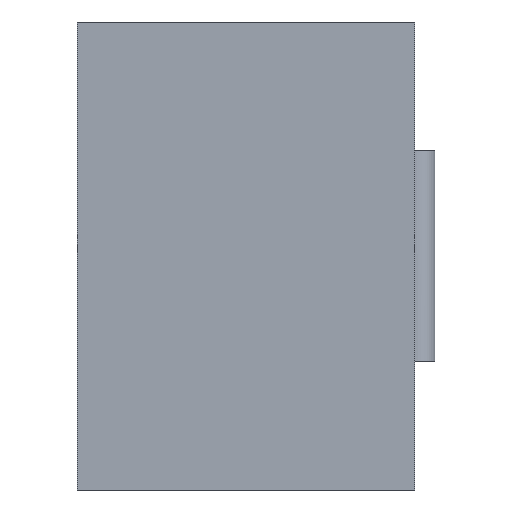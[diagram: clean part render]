
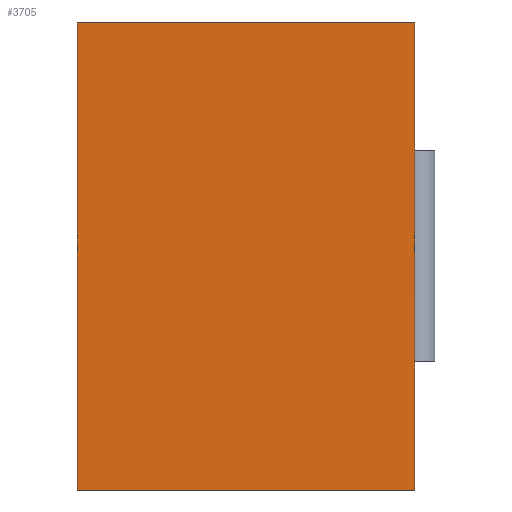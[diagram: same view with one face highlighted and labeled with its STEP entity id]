
A CAD part, front view. The second image highlights one B-rep face of the part: STEP entity #3705.
In plain terms, the highlighted free-form (B-spline) face has degree [1, 1] with [2, 2] control points.
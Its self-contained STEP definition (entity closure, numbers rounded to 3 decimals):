
#3615 = B_SPLINE_SURFACE_WITH_KNOTS('',1,1,(
    (#3616,#3617)
    ,(#3618,#3619
    )),.UNSPECIFIED.,.F.,.F.,.F.,(2,2),(2,2),(-0.045,0.045),(
    -0.963,0.963),.PIECEWISE_BEZIER_KNOTS.);
#3616 = CARTESIAN_POINT('',(0.,0.9,-26.7));
#3617 = CARTESIAN_POINT('',(-19.26,0.9,-26.7));
#3618 = CARTESIAN_POINT('',(0.,0.,-26.7));
#3619 = CARTESIAN_POINT('',(-19.26,0.,-26.7));
#3642 = B_SPLINE_SURFACE_WITH_KNOTS('',1,1,(
    (#3643,#3644)
    ,(#3645,#3646
    )),.UNSPECIFIED.,.F.,.F.,.F.,(2,2),(2,2),(-0.045,0.045),(
    -1.335,1.335),.PIECEWISE_BEZIER_KNOTS.);
#3643 = CARTESIAN_POINT('',(-19.26,0.,0.));
#3644 = CARTESIAN_POINT('',(-19.26,0.,-26.7));
#3645 = CARTESIAN_POINT('',(-19.26,0.9,0.));
#3646 = CARTESIAN_POINT('',(-19.26,0.9,-26.7));
#3669 = B_SPLINE_SURFACE_WITH_KNOTS('',1,1,(
    (#3670,#3671)
    ,(#3672,#3673
    )),.UNSPECIFIED.,.F.,.F.,.F.,(2,2),(2,2),(-0.045,0.045),(
    -0.963,0.963),.PIECEWISE_BEZIER_KNOTS.);
#3670 = CARTESIAN_POINT('',(0.,0.,0.));
#3671 = CARTESIAN_POINT('',(-19.26,0.,0.));
#3672 = CARTESIAN_POINT('',(0.,0.9,0.));
#3673 = CARTESIAN_POINT('',(-19.26,0.9,0.));
#3694 = B_SPLINE_SURFACE_WITH_KNOTS('',1,1,(
    (#3695,#3696)
    ,(#3697,#3698
    )),.UNSPECIFIED.,.F.,.F.,.F.,(2,2),(2,2),(-0.045,0.045),(
    -1.335,1.335),.PIECEWISE_BEZIER_KNOTS.);
#3695 = CARTESIAN_POINT('',(0.,0.9,0.));
#3696 = CARTESIAN_POINT('',(0.,0.9,-26.7));
#3697 = CARTESIAN_POINT('',(0.,0.,0.));
#3698 = CARTESIAN_POINT('',(0.,0.,-26.7));
#3705 = ADVANCED_FACE('',(#3706),#3719,.T.);
#3706 = FACE_BOUND('',#3707,.T.);
#3707 = EDGE_LOOP('',(#3708,#3737,#3759,#3781));
#3708 = ORIENTED_EDGE('',*,*,#3709,.T.);
#3709 = EDGE_CURVE('',#3710,#3712,#3714,.T.);
#3710 = VERTEX_POINT('',#3711);
#3711 = CARTESIAN_POINT('',(-19.26,0.,-26.7));
#3712 = VERTEX_POINT('',#3713);
#3713 = CARTESIAN_POINT('',(0.,0.,-26.7));
#3714 = SURFACE_CURVE('',#3715,(#3718,#3730),.PCURVE_S1.);
#3715 = B_SPLINE_CURVE_WITH_KNOTS('',1,(#3716,#3717),.UNSPECIFIED.,.F.,
  .F.,(2,2),(-0.963,0.963),.PIECEWISE_BEZIER_KNOTS.);
#3716 = CARTESIAN_POINT('',(-19.26,0.,-26.7));
#3717 = CARTESIAN_POINT('',(0.,0.,-26.7));
#3718 = PCURVE('',#3719,#3724);
#3719 = B_SPLINE_SURFACE_WITH_KNOTS('',1,1,(
    (#3720,#3721)
    ,(#3722,#3723
  )),.UNSPECIFIED.,.F.,.F.,.F.,(2,2),(2,2),(-1.335,1.335),(-0.963,0.963)
  ,.PIECEWISE_BEZIER_KNOTS.);
#3720 = CARTESIAN_POINT('',(0.,0.,-26.7));
#3721 = CARTESIAN_POINT('',(-19.26,0.,-26.7));
#3722 = CARTESIAN_POINT('',(0.,0.,0.));
#3723 = CARTESIAN_POINT('',(-19.26,0.,0.));
#3724 = DEFINITIONAL_REPRESENTATION('',(#3725),#3729);
#3725 = LINE('',#3726,#3727);
#3726 = CARTESIAN_POINT('',(-1.335,0.));
#3727 = VECTOR('',#3728,1.);
#3728 = DIRECTION('',(0.,-1.));
#3729 = ( GEOMETRIC_REPRESENTATION_CONTEXT(2) 
PARAMETRIC_REPRESENTATION_CONTEXT() REPRESENTATION_CONTEXT('2D SPACE',''
  ) );
#3730 = PCURVE('',#3615,#3731);
#3731 = DEFINITIONAL_REPRESENTATION('',(#3732),#3736);
#3732 = LINE('',#3733,#3734);
#3733 = CARTESIAN_POINT('',(0.045,0.));
#3734 = VECTOR('',#3735,1.);
#3735 = DIRECTION('',(0.,-1.));
#3736 = ( GEOMETRIC_REPRESENTATION_CONTEXT(2) 
PARAMETRIC_REPRESENTATION_CONTEXT() REPRESENTATION_CONTEXT('2D SPACE',''
  ) );
#3737 = ORIENTED_EDGE('',*,*,#3738,.T.);
#3738 = EDGE_CURVE('',#3712,#3739,#3741,.T.);
#3739 = VERTEX_POINT('',#3740);
#3740 = CARTESIAN_POINT('',(0.,0.,0.));
#3741 = SURFACE_CURVE('',#3742,(#3745,#3752),.PCURVE_S1.);
#3742 = B_SPLINE_CURVE_WITH_KNOTS('',1,(#3743,#3744),.UNSPECIFIED.,.F.,
  .F.,(2,2),(-1.335,1.335),.PIECEWISE_BEZIER_KNOTS.);
#3743 = CARTESIAN_POINT('',(0.,0.,-26.7));
#3744 = CARTESIAN_POINT('',(0.,0.,0.));
#3745 = PCURVE('',#3719,#3746);
#3746 = DEFINITIONAL_REPRESENTATION('',(#3747),#3751);
#3747 = LINE('',#3748,#3749);
#3748 = CARTESIAN_POINT('',(0.,-0.963));
#3749 = VECTOR('',#3750,1.);
#3750 = DIRECTION('',(1.,0.));
#3751 = ( GEOMETRIC_REPRESENTATION_CONTEXT(2) 
PARAMETRIC_REPRESENTATION_CONTEXT() REPRESENTATION_CONTEXT('2D SPACE',''
  ) );
#3752 = PCURVE('',#3694,#3753);
#3753 = DEFINITIONAL_REPRESENTATION('',(#3754),#3758);
#3754 = LINE('',#3755,#3756);
#3755 = CARTESIAN_POINT('',(0.045,0.));
#3756 = VECTOR('',#3757,1.);
#3757 = DIRECTION('',(0.,-1.));
#3758 = ( GEOMETRIC_REPRESENTATION_CONTEXT(2) 
PARAMETRIC_REPRESENTATION_CONTEXT() REPRESENTATION_CONTEXT('2D SPACE',''
  ) );
#3759 = ORIENTED_EDGE('',*,*,#3760,.T.);
#3760 = EDGE_CURVE('',#3739,#3761,#3763,.T.);
#3761 = VERTEX_POINT('',#3762);
#3762 = CARTESIAN_POINT('',(-19.26,0.,0.));
#3763 = SURFACE_CURVE('',#3764,(#3767,#3774),.PCURVE_S1.);
#3764 = B_SPLINE_CURVE_WITH_KNOTS('',1,(#3765,#3766),.UNSPECIFIED.,.F.,
  .F.,(2,2),(-0.963,0.963),.PIECEWISE_BEZIER_KNOTS.);
#3765 = CARTESIAN_POINT('',(0.,0.,0.));
#3766 = CARTESIAN_POINT('',(-19.26,0.,0.));
#3767 = PCURVE('',#3719,#3768);
#3768 = DEFINITIONAL_REPRESENTATION('',(#3769),#3773);
#3769 = LINE('',#3770,#3771);
#3770 = CARTESIAN_POINT('',(1.335,0.));
#3771 = VECTOR('',#3772,1.);
#3772 = DIRECTION('',(0.,1.));
#3773 = ( GEOMETRIC_REPRESENTATION_CONTEXT(2) 
PARAMETRIC_REPRESENTATION_CONTEXT() REPRESENTATION_CONTEXT('2D SPACE',''
  ) );
#3774 = PCURVE('',#3669,#3775);
#3775 = DEFINITIONAL_REPRESENTATION('',(#3776),#3780);
#3776 = LINE('',#3777,#3778);
#3777 = CARTESIAN_POINT('',(-0.045,0.));
#3778 = VECTOR('',#3779,1.);
#3779 = DIRECTION('',(0.,1.));
#3780 = ( GEOMETRIC_REPRESENTATION_CONTEXT(2) 
PARAMETRIC_REPRESENTATION_CONTEXT() REPRESENTATION_CONTEXT('2D SPACE',''
  ) );
#3781 = ORIENTED_EDGE('',*,*,#3782,.T.);
#3782 = EDGE_CURVE('',#3761,#3710,#3783,.T.);
#3783 = SURFACE_CURVE('',#3784,(#3787,#3794),.PCURVE_S1.);
#3784 = B_SPLINE_CURVE_WITH_KNOTS('',1,(#3785,#3786),.UNSPECIFIED.,.F.,
  .F.,(2,2),(-1.335,1.335),.PIECEWISE_BEZIER_KNOTS.);
#3785 = CARTESIAN_POINT('',(-19.26,0.,0.));
#3786 = CARTESIAN_POINT('',(-19.26,0.,-26.7));
#3787 = PCURVE('',#3719,#3788);
#3788 = DEFINITIONAL_REPRESENTATION('',(#3789),#3793);
#3789 = LINE('',#3790,#3791);
#3790 = CARTESIAN_POINT('',(0.,0.963));
#3791 = VECTOR('',#3792,1.);
#3792 = DIRECTION('',(-1.,0.));
#3793 = ( GEOMETRIC_REPRESENTATION_CONTEXT(2) 
PARAMETRIC_REPRESENTATION_CONTEXT() REPRESENTATION_CONTEXT('2D SPACE',''
  ) );
#3794 = PCURVE('',#3642,#3795);
#3795 = DEFINITIONAL_REPRESENTATION('',(#3796),#3800);
#3796 = LINE('',#3797,#3798);
#3797 = CARTESIAN_POINT('',(-0.045,0.));
#3798 = VECTOR('',#3799,1.);
#3799 = DIRECTION('',(0.,1.));
#3800 = ( GEOMETRIC_REPRESENTATION_CONTEXT(2) 
PARAMETRIC_REPRESENTATION_CONTEXT() REPRESENTATION_CONTEXT('2D SPACE',''
  ) );
